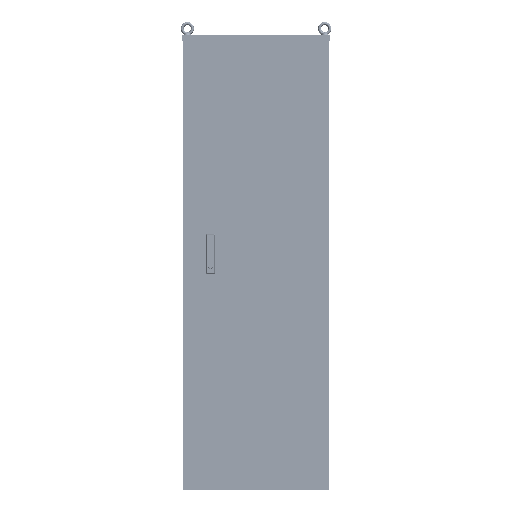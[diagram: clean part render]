
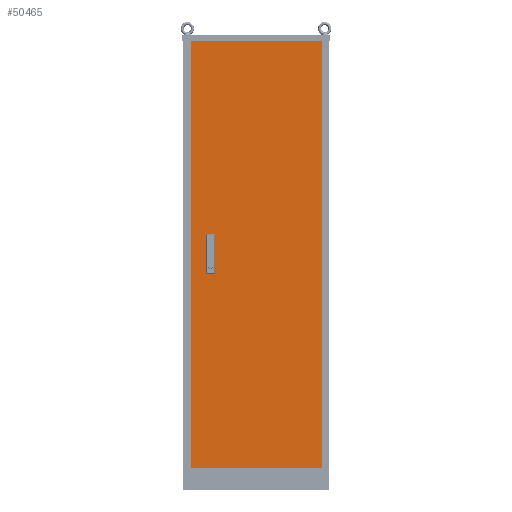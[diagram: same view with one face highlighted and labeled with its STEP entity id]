
A CAD part, top view. The second image highlights one B-rep face of the part: STEP entity #50465.
In plain terms, the highlighted planar face has unit normal (0, 0, 1).
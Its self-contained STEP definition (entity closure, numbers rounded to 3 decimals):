
#432 = VERTEX_POINT ( 'NONE', #16267 ) ;
#1361 = VECTOR ( 'NONE', #5121, 1000. ) ;
#2342 = LINE ( 'NONE', #26752, #58742 ) ;
#4295 = CARTESIAN_POINT ( 'NONE',  ( -471., 75.25, 1.5 ) ) ;
#4465 = VERTEX_POINT ( 'NONE', #88842 ) ;
#5121 = DIRECTION ( 'NONE',  ( 0., -1., 0. ) ) ;
#6015 = CARTESIAN_POINT ( 'NONE',  ( -471., -75.25, 1.5 ) ) ;
#8315 = CARTESIAN_POINT ( 'NONE',  ( -471., -75.25, 1.5 ) ) ;
#8487 = FACE_BOUND ( 'NONE', #70927, .T. ) ;
#10836 = LINE ( 'NONE', #75263, #28772 ) ;
#10862 = ORIENTED_EDGE ( 'NONE', *, *, #51634, .T. ) ;
#14454 = CARTESIAN_POINT ( 'NONE',  ( -445.5, -75.25, 1.5 ) ) ;
#14475 = ORIENTED_EDGE ( 'NONE', *, *, #49749, .F. ) ;
#14583 = CARTESIAN_POINT ( 'NONE',  ( -540., 878.5, 1.5 ) ) ;
#15442 = CARTESIAN_POINT ( 'NONE',  ( 0., 0., 1.5 ) ) ;
#16267 = CARTESIAN_POINT ( 'NONE',  ( 0., 878.5, 1.5 ) ) ;
#18871 = DIRECTION ( 'NONE',  ( 0., 1., 0. ) ) ;
#19386 = LINE ( 'NONE', #64675, #96057 ) ;
#20012 = CARTESIAN_POINT ( 'NONE',  ( -445.5, -24.75, 1.5 ) ) ;
#20248 = LINE ( 'NONE', #61413, #99365 ) ;
#22937 = VECTOR ( 'NONE', #89506, 1000. ) ;
#23777 = ORIENTED_EDGE ( 'NONE', *, *, #50919, .T. ) ;
#24007 = VECTOR ( 'NONE', #45189, 1000. ) ;
#24295 = VECTOR ( 'NONE', #35319, 1000. ) ;
#25330 = VECTOR ( 'NONE', #58639, 1000. ) ;
#26654 = LINE ( 'NONE', #66114, #24295 ) ;
#26752 = CARTESIAN_POINT ( 'NONE',  ( -471., -75.25, 1.5 ) ) ;
#28772 = VECTOR ( 'NONE', #90743, 1000. ) ;
#29021 = VERTEX_POINT ( 'NONE', #44952 ) ;
#29920 = VERTEX_POINT ( 'NONE', #20012 ) ;
#34423 = DIRECTION ( 'NONE',  ( 0., -1., 0. ) ) ;
#35319 = DIRECTION ( 'NONE',  ( 1., 0., 0. ) ) ;
#37328 = VECTOR ( 'NONE', #95222, 1000. ) ;
#37532 = CARTESIAN_POINT ( 'NONE',  ( -471., -24.75, 1.5 ) ) ;
#38527 = DIRECTION ( 'NONE',  ( 1., 0., 0. ) ) ;
#38675 = DIRECTION ( 'NONE',  ( -1., 0., 0. ) ) ;
#39473 = ORIENTED_EDGE ( 'NONE', *, *, #51494, .T. ) ;
#39726 = LINE ( 'NONE', #41599, #37328 ) ;
#41284 = VERTEX_POINT ( 'NONE', #4295 ) ;
#41441 = VERTEX_POINT ( 'NONE', #37532 ) ;
#41599 = CARTESIAN_POINT ( 'NONE',  ( -471., 75.25, 1.5 ) ) ;
#41847 = ORIENTED_EDGE ( 'NONE', *, *, #50167, .F. ) ;
#44356 = LINE ( 'NONE', #83318, #24007 ) ;
#44734 = CARTESIAN_POINT ( 'NONE',  ( 0., 878.5, 1.5 ) ) ;
#44740 = EDGE_LOOP ( 'NONE', ( #14475, #71055, #41847, #71992 ) ) ;
#44952 = CARTESIAN_POINT ( 'NONE',  ( -471., 24.75, 1.5 ) ) ;
#45189 = DIRECTION ( 'NONE',  ( 0., -1., 0. ) ) ;
#45702 = LINE ( 'NONE', #81366, #25330 ) ;
#49246 = FACE_OUTER_BOUND ( 'NONE', #86267, .T. ) ;
#49749 = EDGE_CURVE ( 'NONE', #29021, #73703, #26654, .T. ) ;
#49773 = EDGE_CURVE ( 'NONE', #41284, #29021, #62591, .T. ) ;
#50167 = EDGE_CURVE ( 'NONE', #72233, #41284, #39726, .T. ) ;
#50181 = EDGE_CURVE ( 'NONE', #73703, #72233, #19386, .T. ) ;
#50317 = EDGE_CURVE ( 'NONE', #52068, #29920, #45702, .T. ) ;
#50330 = EDGE_CURVE ( 'NONE', #85836, #52068, #66024, .T. ) ;
#50465 = ADVANCED_FACE ( 'NONE', ( #90030, #8487, #49246 ), #99525, .T. ) ;
#50762 = EDGE_CURVE ( 'NONE', #41441, #85836, #2342, .T. ) ;
#50902 = EDGE_CURVE ( 'NONE', #29920, #41441, #10836, .T. ) ;
#50919 = EDGE_CURVE ( 'NONE', #60992, #85541, #44356, .T. ) ;
#51358 = EDGE_CURVE ( 'NONE', #85541, #4465, #82561, .T. ) ;
#51494 = EDGE_CURVE ( 'NONE', #4465, #432, #75336, .T. ) ;
#51634 = EDGE_CURVE ( 'NONE', #432, #60992, #20248, .T. ) ;
#52068 = VERTEX_POINT ( 'NONE', #14454 ) ;
#52386 = DIRECTION ( 'NONE',  ( 0., 1., 0. ) ) ;
#52582 = VECTOR ( 'NONE', #52386, 1000. ) ;
#54833 = ORIENTED_EDGE ( 'NONE', *, *, #50762, .F. ) ;
#56609 = CARTESIAN_POINT ( 'NONE',  ( -445.5, 75.25, 1.5 ) ) ;
#57924 = CARTESIAN_POINT ( 'NONE',  ( -540., -878.5, 1.5 ) ) ;
#58639 = DIRECTION ( 'NONE',  ( 0., 1., 0. ) ) ;
#58742 = VECTOR ( 'NONE', #34423, 1000. ) ;
#60992 = VERTEX_POINT ( 'NONE', #14583 ) ;
#61413 = CARTESIAN_POINT ( 'NONE',  ( -540., 878.5, 1.5 ) ) ;
#62212 = VECTOR ( 'NONE', #81509, 1000. ) ;
#62591 = LINE ( 'NONE', #89295, #1361 ) ;
#64675 = CARTESIAN_POINT ( 'NONE',  ( -445.5, 75.25, 1.5 ) ) ;
#64998 = ORIENTED_EDGE ( 'NONE', *, *, #50330, .F. ) ;
#66024 = LINE ( 'NONE', #6015, #22937 ) ;
#66114 = CARTESIAN_POINT ( 'NONE',  ( -471., 24.75, 1.5 ) ) ;
#66132 = CARTESIAN_POINT ( 'NONE',  ( -540., -878.5, 1.5 ) ) ;
#69677 = ORIENTED_EDGE ( 'NONE', *, *, #50317, .F. ) ;
#70927 = EDGE_LOOP ( 'NONE', ( #69677, #64998, #54833, #97549 ) ) ;
#71055 = ORIENTED_EDGE ( 'NONE', *, *, #49773, .F. ) ;
#71992 = ORIENTED_EDGE ( 'NONE', *, *, #50181, .F. ) ;
#72233 = VERTEX_POINT ( 'NONE', #56609 ) ;
#73703 = VERTEX_POINT ( 'NONE', #76021 ) ;
#75263 = CARTESIAN_POINT ( 'NONE',  ( -471., -24.75, 1.5 ) ) ;
#75336 = LINE ( 'NONE', #44734, #52582 ) ;
#76021 = CARTESIAN_POINT ( 'NONE',  ( -445.5, 24.75, 1.5 ) ) ;
#81366 = CARTESIAN_POINT ( 'NONE',  ( -445.5, -75.25, 1.5 ) ) ;
#81509 = DIRECTION ( 'NONE',  ( 1., 0., 0. ) ) ;
#81911 = ORIENTED_EDGE ( 'NONE', *, *, #51358, .T. ) ;
#82561 = LINE ( 'NONE', #66132, #62212 ) ;
#83318 = CARTESIAN_POINT ( 'NONE',  ( -540., 878.5, 1.5 ) ) ;
#83784 = AXIS2_PLACEMENT_3D ( 'NONE', #15442, #84411, #38527 ) ;
#84411 = DIRECTION ( 'NONE',  ( 0., 0., 1. ) ) ;
#85541 = VERTEX_POINT ( 'NONE', #57924 ) ;
#85836 = VERTEX_POINT ( 'NONE', #8315 ) ;
#86267 = EDGE_LOOP ( 'NONE', ( #23777, #81911, #39473, #10862 ) ) ;
#88842 = CARTESIAN_POINT ( 'NONE',  ( 0., -878.5, 1.5 ) ) ;
#89295 = CARTESIAN_POINT ( 'NONE',  ( -471., 75.25, 1.5 ) ) ;
#89506 = DIRECTION ( 'NONE',  ( 1., 0., 0. ) ) ;
#90030 = FACE_BOUND ( 'NONE', #44740, .T. ) ;
#90743 = DIRECTION ( 'NONE',  ( -1., 0., 0. ) ) ;
#95222 = DIRECTION ( 'NONE',  ( -1., 0., 0. ) ) ;
#96057 = VECTOR ( 'NONE', #18871, 1000. ) ;
#97549 = ORIENTED_EDGE ( 'NONE', *, *, #50902, .F. ) ;
#99365 = VECTOR ( 'NONE', #38675, 1000. ) ;
#99525 = PLANE ( 'NONE',  #83784 ) ;
